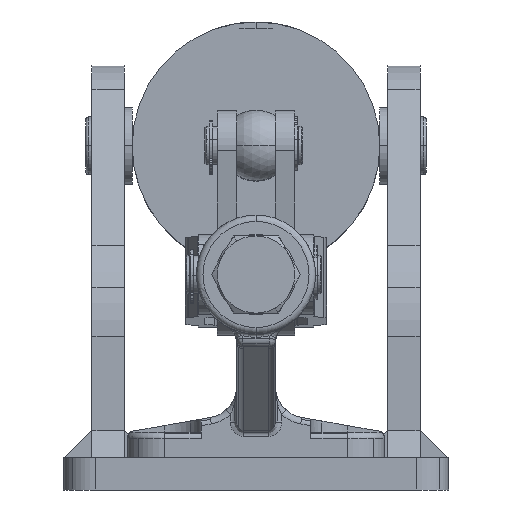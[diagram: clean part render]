
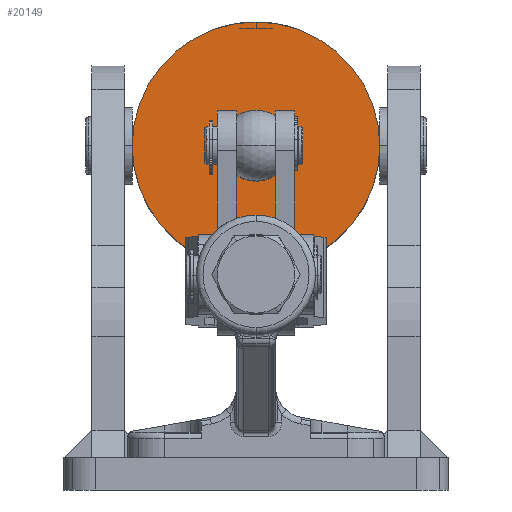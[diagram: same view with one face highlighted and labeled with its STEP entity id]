
A CAD part, left-side view. The second image highlights one B-rep face of the part: STEP entity #20149.
In plain terms, the highlighted planar face has unit normal (-1, 0, 0.001).
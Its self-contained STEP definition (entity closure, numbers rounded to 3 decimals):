
#18645=CARTESIAN_POINT('',(84.166,31.753,0.0));
#18646=VERTEX_POINT('',#18645);
#18655=CARTESIAN_POINT('',(84.166,-45.247,0.));
#18656=VERTEX_POINT('',#18655);
#18657=CARTESIAN_POINT('',(84.166,-6.747,0.0));
#18658=DIRECTION('',(1.0,0.0,0.0));
#18659=DIRECTION('',(0.0,1.0,0.0));
#18660=AXIS2_PLACEMENT_3D('',#18657,#18658,#18659);
#18661=CIRCLE('',#18660,38.5);
#18662=EDGE_CURVE('',#18646,#18656,#18661,.T.);
#18821=CARTESIAN_POINT('',(84.166,4.253,0.0));
#18822=VERTEX_POINT('',#18821);
#18864=CARTESIAN_POINT('',(84.166,-17.747,0.));
#18865=VERTEX_POINT('',#18864);
#18872=CARTESIAN_POINT('',(84.166,-6.747,0.0));
#18873=DIRECTION('',(1.0,0.0,0.0));
#18874=DIRECTION('',(0.0,1.0,0.0));
#18875=AXIS2_PLACEMENT_3D('',#18872,#18873,#18874);
#18876=CIRCLE('',#18875,11.0);
#18877=EDGE_CURVE('',#18822,#18865,#18876,.T.);
#20095=CARTESIAN_POINT('',(84.166,-6.747,0.0));
#20096=DIRECTION('',(1.0,0.0,0.0));
#20097=DIRECTION('',(0.0,1.0,0.0));
#20098=AXIS2_PLACEMENT_3D('',#20095,#20096,#20097);
#20099=CIRCLE('',#20098,11.0);
#20100=EDGE_CURVE('',#18865,#18822,#20099,.T.);
#20130=CARTESIAN_POINT('',(84.166,18.003,0.0));
#20131=DIRECTION('',(-1.0,0.0,0.0));
#20132=DIRECTION('',(0.0,0.0,1.0));
#20133=AXIS2_PLACEMENT_3D('',#20130,#20131,#20132);
#20134=PLANE('',#20133);
#20135=ORIENTED_EDGE('',*,*,#18662,.F.);
#20136=CARTESIAN_POINT('',(84.166,-6.747,0.0));
#20137=DIRECTION('',(1.0,0.0,0.0));
#20138=DIRECTION('',(0.0,1.0,0.0));
#20139=AXIS2_PLACEMENT_3D('',#20136,#20137,#20138);
#20140=CIRCLE('',#20139,38.5);
#20141=EDGE_CURVE('',#18656,#18646,#20140,.T.);
#20142=ORIENTED_EDGE('',*,*,#20141,.F.);
#20143=EDGE_LOOP('',(#20135,#20142));
#20144=FACE_OUTER_BOUND('',#20143,.T.);
#20145=ORIENTED_EDGE('',*,*,#18877,.T.);
#20146=ORIENTED_EDGE('',*,*,#20100,.T.);
#20147=EDGE_LOOP('',(#20145,#20146));
#20148=FACE_BOUND('',#20147,.T.);
#20149=ADVANCED_FACE('',(#20144,#20148),#20134,.T.);
